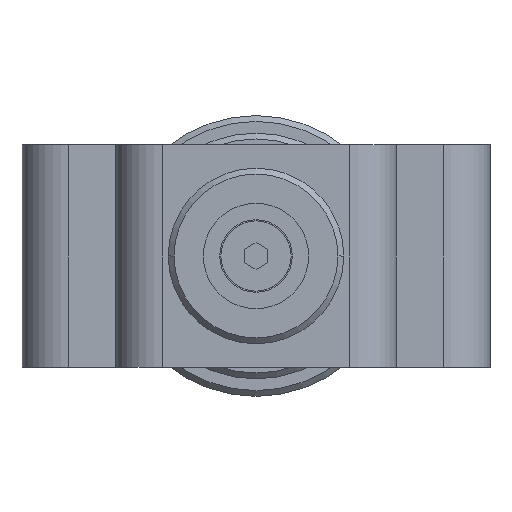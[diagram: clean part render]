
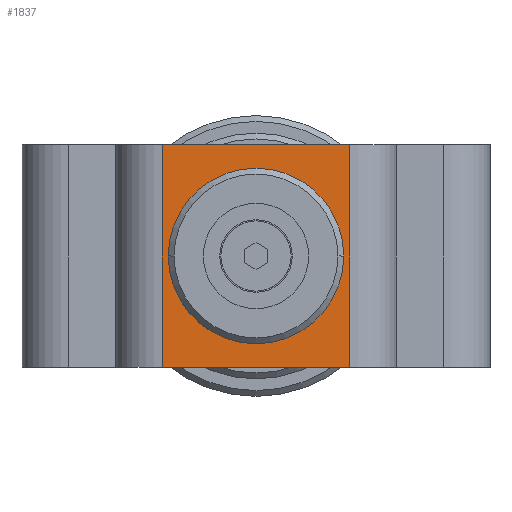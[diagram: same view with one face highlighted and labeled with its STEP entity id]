
A CAD part, front view. The second image highlights one B-rep face of the part: STEP entity #1837.
In plain terms, the highlighted planar face has unit normal (0, -1, 0).
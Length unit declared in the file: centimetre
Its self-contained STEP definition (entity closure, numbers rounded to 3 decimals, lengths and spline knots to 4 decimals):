
#1452 = EDGE_CURVE ( 'NONE', #1833, #1518, #4928, .T. ) ;
#1518 = VERTEX_POINT ( 'NONE', #5001 ) ;
#1606 = EDGE_LOOP ( 'NONE', ( #1690, #1839, #1838, #1799 ) ) ;
#1621 = ORIENTED_EDGE ( 'NONE', *, *, #1760, .F. ) ;
#1688 = EDGE_CURVE ( 'NONE', #1826, #1689, #5300, .T. ) ;
#1689 = VERTEX_POINT ( 'NONE', #5218 ) ;
#1690 = ORIENTED_EDGE ( 'NONE', *, *, #1688, .F. ) ;
#1726 = EDGE_CURVE ( 'NONE', #1833, #1689, #5281, .T. ) ;
#1727 = ORIENTED_EDGE ( 'NONE', *, *, #1762, .F. ) ;
#1760 = EDGE_CURVE ( 'NONE', #1764, #1801, #5416, .T. ) ;
#1762 = EDGE_CURVE ( 'NONE', #1801, #1764, #5407, .T. ) ;
#1764 = VERTEX_POINT ( 'NONE', #5421 ) ;
#1799 = ORIENTED_EDGE ( 'NONE', *, *, #1726, .T. ) ;
#1800 = EDGE_LOOP ( 'NONE', ( #1727, #1621 ) ) ;
#1801 = VERTEX_POINT ( 'NONE', #5597 ) ;
#1817 = EDGE_CURVE ( 'NONE', #1826, #1518, #5504, .T. ) ;
#1826 = VERTEX_POINT ( 'NONE', #5451 ) ;
#1833 = VERTEX_POINT ( 'NONE', #5471 ) ;
#1837 = ADVANCED_FACE ( 'NONE', ( #5470, #5446 ), #5445, .T. ) ;
#1838 = ORIENTED_EDGE ( 'NONE', *, *, #1452, .F. ) ;
#1839 = ORIENTED_EDGE ( 'NONE', *, *, #1817, .T. ) ;
#4924 = DIRECTION ( 'NONE',  ( 1., 0., 0. ) ) ;
#4925 = VECTOR ( 'NONE', #4924, 100. ) ;
#4926 = CARTESIAN_POINT ( 'NONE',  ( -2.0618, -0.659, 0.95 ) ) ;
#4928 = LINE ( 'NONE', #4926, #4925 ) ;
#5001 = CARTESIAN_POINT ( 'NONE',  ( 0.7382, -0.659, 0.95 ) ) ;
#5215 = DIRECTION ( 'NONE',  ( -1., 0., 0. ) ) ;
#5216 = VECTOR ( 'NONE', #5215, 100. ) ;
#5217 = CARTESIAN_POINT ( 'NONE',  ( -2.0618, -0.659, -0.95 ) ) ;
#5218 = CARTESIAN_POINT ( 'NONE',  ( -0.8618, -0.659, -0.95 ) ) ;
#5276 = DIRECTION ( 'NONE',  ( 0., 0., -1. ) ) ;
#5277 = VECTOR ( 'NONE', #5276, 100. ) ;
#5280 = CARTESIAN_POINT ( 'NONE',  ( -0.8618, -0.659, -0.95 ) ) ;
#5281 = LINE ( 'NONE', #5280, #5277 ) ;
#5300 = LINE ( 'NONE', #5217, #5216 ) ;
#5366 = AXIS2_PLACEMENT_3D ( 'NONE', #5411, #5410, #5409 ) ;
#5367 = CARTESIAN_POINT ( 'NONE',  ( -0.0618, -0.659, 0. ) ) ;
#5399 = DIRECTION ( 'NONE',  ( 0., 0., -1. ) ) ;
#5400 = DIRECTION ( 'NONE',  ( 0., -1., 0. ) ) ;
#5407 = CIRCLE ( 'NONE', #5412, 0.65 ) ;
#5409 = DIRECTION ( 'NONE',  ( 0., 0., -1. ) ) ;
#5410 = DIRECTION ( 'NONE',  ( 0., -1., 0. ) ) ;
#5411 = CARTESIAN_POINT ( 'NONE',  ( -0.0618, -0.659, 0. ) ) ;
#5412 = AXIS2_PLACEMENT_3D ( 'NONE', #5367, #5400, #5399 ) ;
#5416 = CIRCLE ( 'NONE', #5366, 0.65 ) ;
#5421 = CARTESIAN_POINT ( 'NONE',  ( -0.0618, -0.659, 0.65 ) ) ;
#5439 = AXIS2_PLACEMENT_3D ( 'NONE', #5518, #5517, #5581 ) ;
#5445 = PLANE ( 'NONE',  #5439 ) ;
#5446 = FACE_BOUND ( 'NONE', #1800, .T. ) ;
#5451 = CARTESIAN_POINT ( 'NONE',  ( 0.7382, -0.659, -0.95 ) ) ;
#5470 = FACE_OUTER_BOUND ( 'NONE', #1606, .T. ) ;
#5471 = CARTESIAN_POINT ( 'NONE',  ( -0.8618, -0.659, 0.95 ) ) ;
#5497 = DIRECTION ( 'NONE',  ( 0., 0., 1. ) ) ;
#5498 = VECTOR ( 'NONE', #5497, 100. ) ;
#5499 = CARTESIAN_POINT ( 'NONE',  ( 0.7382, -0.659, 0.95 ) ) ;
#5504 = LINE ( 'NONE', #5499, #5498 ) ;
#5517 = DIRECTION ( 'NONE',  ( 0., -1., 0. ) ) ;
#5518 = CARTESIAN_POINT ( 'NONE',  ( 0.8882, -0.659, 0. ) ) ;
#5581 = DIRECTION ( 'NONE',  ( 0., 0., -1. ) ) ;
#5597 = CARTESIAN_POINT ( 'NONE',  ( -0.0618, -0.659, -0.65 ) ) ;
